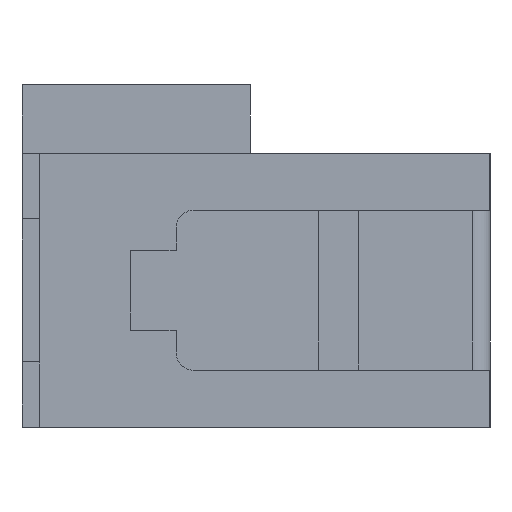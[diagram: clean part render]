
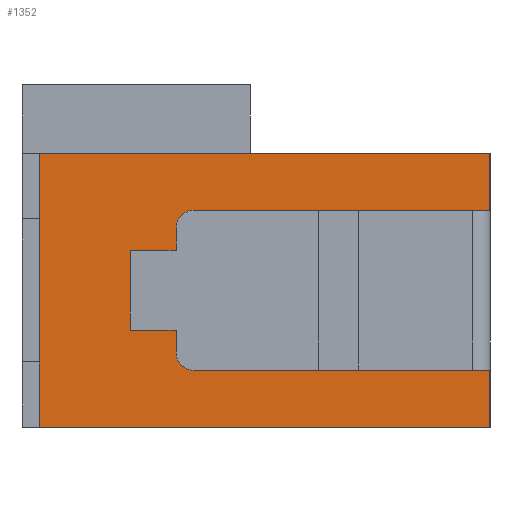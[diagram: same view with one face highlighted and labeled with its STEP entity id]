
A CAD part, left-side view. The second image highlights one B-rep face of the part: STEP entity #1352.
In plain terms, the highlighted planar face has unit normal (-1, 0, 0).
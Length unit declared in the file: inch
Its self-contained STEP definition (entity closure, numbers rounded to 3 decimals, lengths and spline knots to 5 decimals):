
#1307 = ORIENTED_EDGE ( 'NONE', *, *, #1362, .T. ) ;
#1308 = VERTEX_POINT ( 'NONE', #5889 ) ;
#1310 = EDGE_CURVE ( 'NONE', #1326, #1328, #5887, .T. ) ;
#1311 = ORIENTED_EDGE ( 'NONE', *, *, #1374, .T. ) ;
#1317 = ORIENTED_EDGE ( 'NONE', *, *, #1369, .T. ) ;
#1318 = VERTEX_POINT ( 'NONE', #5863 ) ;
#1325 = EDGE_CURVE ( 'NONE', #1453, #1326, #6023, .T. ) ;
#1326 = VERTEX_POINT ( 'NONE', #6009 ) ;
#1327 = ORIENTED_EDGE ( 'NONE', *, *, #1310, .T. ) ;
#1328 = VERTEX_POINT ( 'NONE', #6008 ) ;
#1345 = EDGE_LOOP ( 'NONE', ( #1317, #1353, #1307, #1451, #1454, #1327, #1311, #1446, #1449, #1346, #1347, #1348, #1351, #1364 ) ) ;
#1346 = ORIENTED_EDGE ( 'NONE', *, *, #1401, .F. ) ;
#1347 = ORIENTED_EDGE ( 'NONE', *, *, #1574, .T. ) ;
#1348 = ORIENTED_EDGE ( 'NONE', *, *, #1349, .T. ) ;
#1349 = EDGE_CURVE ( 'NONE', #1572, #1350, #6028, .T. ) ;
#1350 = VERTEX_POINT ( 'NONE', #6024 ) ;
#1351 = ORIENTED_EDGE ( 'NONE', *, *, #1363, .F. ) ;
#1352 = ADVANCED_FACE ( 'NONE', ( #5947 ), #5946, .F. ) ;
#1353 = ORIENTED_EDGE ( 'NONE', *, *, #1354, .T. ) ;
#1354 = EDGE_CURVE ( 'NONE', #1318, #1355, #5920, .T. ) ;
#1355 = VERTEX_POINT ( 'NONE', #5915 ) ;
#1362 = EDGE_CURVE ( 'NONE', #1355, #1308, #6011, .T. ) ;
#1363 = EDGE_CURVE ( 'NONE', #1400, #1350, #5985, .T. ) ;
#1364 = ORIENTED_EDGE ( 'NONE', *, *, #1399, .F. ) ;
#1369 = EDGE_CURVE ( 'NONE', #1493, #1318, #5974, .T. ) ;
#1374 = EDGE_CURVE ( 'NONE', #1328, #1445, #5921, .T. ) ;
#1399 = EDGE_CURVE ( 'NONE', #1493, #1400, #6049, .T. ) ;
#1400 = VERTEX_POINT ( 'NONE', #6045 ) ;
#1401 = EDGE_CURVE ( 'NONE', #1575, #1541, #6043, .T. ) ;
#1445 = VERTEX_POINT ( 'NONE', #6247 ) ;
#1446 = ORIENTED_EDGE ( 'NONE', *, *, #1447, .T. ) ;
#1447 = EDGE_CURVE ( 'NONE', #1445, #1448, #6234, .T. ) ;
#1448 = VERTEX_POINT ( 'NONE', #6229 ) ;
#1449 = ORIENTED_EDGE ( 'NONE', *, *, #1450, .T. ) ;
#1450 = EDGE_CURVE ( 'NONE', #1448, #1541, #6243, .T. ) ;
#1451 = ORIENTED_EDGE ( 'NONE', *, *, #1452, .T. ) ;
#1452 = EDGE_CURVE ( 'NONE', #1308, #1453, #6256, .T. ) ;
#1453 = VERTEX_POINT ( 'NONE', #6252 ) ;
#1454 = ORIENTED_EDGE ( 'NONE', *, *, #1325, .T. ) ;
#1493 = VERTEX_POINT ( 'NONE', #6365 ) ;
#1541 = VERTEX_POINT ( 'NONE', #6459 ) ;
#1572 = VERTEX_POINT ( 'NONE', #6612 ) ;
#1574 = EDGE_CURVE ( 'NONE', #1575, #1572, #6608, .T. ) ;
#1575 = VERTEX_POINT ( 'NONE', #6604 ) ;
#5863 = CARTESIAN_POINT ( 'NONE',  ( -0.075, 0.26, -0.19 ) ) ;
#5884 = DIRECTION ( 'NONE',  ( 0., -1., 0. ) ) ;
#5885 = VECTOR ( 'NONE', #5884, 39.37008 ) ;
#5886 = CARTESIAN_POINT ( 'NONE',  ( -0.075, 0.275, -0.085 ) ) ;
#5887 = LINE ( 'NONE', #5886, #5885 ) ;
#5889 = CARTESIAN_POINT ( 'NONE',  ( -0.075, 0.275, -0.155 ) ) ;
#5915 = CARTESIAN_POINT ( 'NONE',  ( -0.075, 0.275, -0.175 ) ) ;
#5916 = DIRECTION ( 'NONE',  ( 0., 0., -1. ) ) ;
#5917 = DIRECTION ( 'NONE',  ( 1., 0., 0. ) ) ;
#5918 = CARTESIAN_POINT ( 'NONE',  ( -0.075, 0.26, -0.175 ) ) ;
#5919 = AXIS2_PLACEMENT_3D ( 'NONE', #5918, #5917, #5916 ) ;
#5920 = CIRCLE ( 'NONE', #5919, 0.015 ) ;
#5921 = LINE ( 'NONE', #5996, #5995 ) ;
#5928 = DIRECTION ( 'NONE',  ( 0., 1., 0. ) ) ;
#5929 = VECTOR ( 'NONE', #5928, 39.37008 ) ;
#5942 = DIRECTION ( 'NONE',  ( 0., 0., -1. ) ) ;
#5943 = DIRECTION ( 'NONE',  ( 1., 0., 0. ) ) ;
#5944 = CARTESIAN_POINT ( 'NONE',  ( -0.075, 0., 0. ) ) ;
#5945 = AXIS2_PLACEMENT_3D ( 'NONE', #5944, #5943, #5942 ) ;
#5946 = PLANE ( 'NONE',  #5945 ) ;
#5947 = FACE_OUTER_BOUND ( 'NONE', #1345, .T. ) ;
#5973 = CARTESIAN_POINT ( 'NONE',  ( -0.075, 0., -0.19 ) ) ;
#5974 = LINE ( 'NONE', #5973, #5929 ) ;
#5982 = DIRECTION ( 'NONE',  ( 0., 1., 0. ) ) ;
#5983 = VECTOR ( 'NONE', #5982, 39.37008 ) ;
#5984 = CARTESIAN_POINT ( 'NONE',  ( -0.075, 0., -0.24 ) ) ;
#5985 = LINE ( 'NONE', #5984, #5983 ) ;
#5986 = DIRECTION ( 'NONE',  ( 0., 0., 1. ) ) ;
#5987 = VECTOR ( 'NONE', #5986, 39.37008 ) ;
#5994 = DIRECTION ( 'NONE',  ( 0., 0., 1. ) ) ;
#5995 = VECTOR ( 'NONE', #5994, 39.37008 ) ;
#5996 = CARTESIAN_POINT ( 'NONE',  ( -0.075, 0.275, -0.065 ) ) ;
#6008 = CARTESIAN_POINT ( 'NONE',  ( -0.075, 0.275, -0.085 ) ) ;
#6009 = CARTESIAN_POINT ( 'NONE',  ( -0.075, 0.315, -0.085 ) ) ;
#6010 = CARTESIAN_POINT ( 'NONE',  ( -0.075, 0.275, -0.175 ) ) ;
#6011 = LINE ( 'NONE', #6010, #5987 ) ;
#6020 = DIRECTION ( 'NONE',  ( 0., 0., 1. ) ) ;
#6021 = VECTOR ( 'NONE', #6020, 39.37008 ) ;
#6022 = CARTESIAN_POINT ( 'NONE',  ( -0.075, 0.315, -0.085 ) ) ;
#6023 = LINE ( 'NONE', #6022, #6021 ) ;
#6024 = CARTESIAN_POINT ( 'NONE',  ( -0.075, 0.395, -0.24 ) ) ;
#6025 = DIRECTION ( 'NONE',  ( 0., 0., -1. ) ) ;
#6026 = VECTOR ( 'NONE', #6025, 39.37008 ) ;
#6027 = CARTESIAN_POINT ( 'NONE',  ( -0.075, 0.395, 0. ) ) ;
#6028 = LINE ( 'NONE', #6027, #6026 ) ;
#6040 = DIRECTION ( 'NONE',  ( 0., 0., -1. ) ) ;
#6041 = VECTOR ( 'NONE', #6040, 39.37008 ) ;
#6042 = CARTESIAN_POINT ( 'NONE',  ( -0.075, 0., 0. ) ) ;
#6043 = LINE ( 'NONE', #6042, #6041 ) ;
#6045 = CARTESIAN_POINT ( 'NONE',  ( -0.075, 0., -0.24 ) ) ;
#6046 = DIRECTION ( 'NONE',  ( 0., 0., -1. ) ) ;
#6047 = VECTOR ( 'NONE', #6046, 39.37008 ) ;
#6048 = CARTESIAN_POINT ( 'NONE',  ( -0.075, 0., 0. ) ) ;
#6049 = LINE ( 'NONE', #6048, #6047 ) ;
#6229 = CARTESIAN_POINT ( 'NONE',  ( -0.075, 0.26, -0.05 ) ) ;
#6230 = DIRECTION ( 'NONE',  ( 0., 0., -1. ) ) ;
#6231 = DIRECTION ( 'NONE',  ( 1., 0., 0. ) ) ;
#6232 = CARTESIAN_POINT ( 'NONE',  ( -0.075, 0.26, -0.065 ) ) ;
#6233 = AXIS2_PLACEMENT_3D ( 'NONE', #6232, #6231, #6230 ) ;
#6234 = CIRCLE ( 'NONE', #6233, 0.015 ) ;
#6240 = DIRECTION ( 'NONE',  ( 0., -1., 0. ) ) ;
#6241 = VECTOR ( 'NONE', #6240, 39.37008 ) ;
#6242 = CARTESIAN_POINT ( 'NONE',  ( -0.075, 0., -0.05 ) ) ;
#6243 = LINE ( 'NONE', #6242, #6241 ) ;
#6247 = CARTESIAN_POINT ( 'NONE',  ( -0.075, 0.275, -0.065 ) ) ;
#6252 = CARTESIAN_POINT ( 'NONE',  ( -0.075, 0.315, -0.155 ) ) ;
#6253 = DIRECTION ( 'NONE',  ( 0., 1., 0. ) ) ;
#6254 = VECTOR ( 'NONE', #6253, 39.37008 ) ;
#6255 = CARTESIAN_POINT ( 'NONE',  ( -0.075, 0.275, -0.155 ) ) ;
#6256 = LINE ( 'NONE', #6255, #6254 ) ;
#6365 = CARTESIAN_POINT ( 'NONE',  ( -0.075, 0., -0.19 ) ) ;
#6459 = CARTESIAN_POINT ( 'NONE',  ( -0.075, 0., -0.05 ) ) ;
#6604 = CARTESIAN_POINT ( 'NONE',  ( -0.075, 0., 0. ) ) ;
#6605 = DIRECTION ( 'NONE',  ( 0., 1., 0. ) ) ;
#6606 = VECTOR ( 'NONE', #6605, 39.37008 ) ;
#6607 = CARTESIAN_POINT ( 'NONE',  ( -0.075, 0., 0. ) ) ;
#6608 = LINE ( 'NONE', #6607, #6606 ) ;
#6612 = CARTESIAN_POINT ( 'NONE',  ( -0.075, 0.395, 0. ) ) ;
